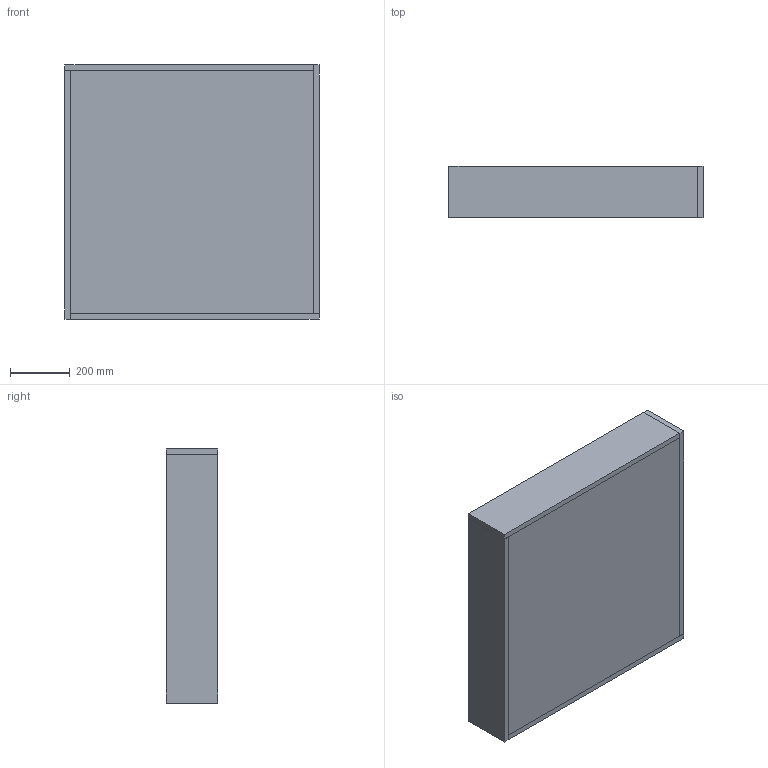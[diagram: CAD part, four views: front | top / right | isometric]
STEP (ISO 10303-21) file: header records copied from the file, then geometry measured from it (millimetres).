
FILE_DESCRIPTION(/* description */ (''),/* implementation_level */ '2;1');
FILE_NAME(/* name */ 'ParametricMold.step',/* time_stamp */ '2020-11-24T12:22:20-05:00',/* author */ (''),/* organization */ (''),/* preprocessor_version */ 'ST-DEVELOPER v18.1',/* originating_system */ 'Autodesk Translation Framework v9.3.0.1241',/* authorisation */ '');
FILE_SCHEMA (('AUTOMOTIVE_DESIGN { 1 0 10303 214 3 1 1 }'));
Length unit declared in the file: inch
Products named in the file (6): ParametricMold; Base; width1; length1; width2; length2
Assembly tree (5 placements, depth 2):
  ParametricMold
    Base
    width1
    length1
    width2
    length2
Bounding box: 850.39 x 171.2 x 850.39 mm (x, y, z)
Volume: 23121100.1 mm3; surface area: 2672112.3 mm2
Topology: 5 solids, 5 shells, 30 faces, 60 edges, 40 vertices
Faces by surface type: plane 30
Entity records: 947 total; most frequent: DIRECTION 142, CARTESIAN_POINT 141, ORIENTED_EDGE 120, LINE 60, VECTOR 60, EDGE_CURVE 60, AXIS2_PLACEMENT_3D 41, VERTEX_POINT 40
